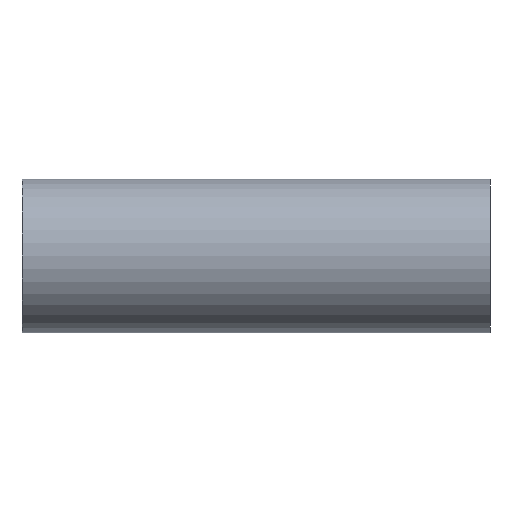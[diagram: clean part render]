
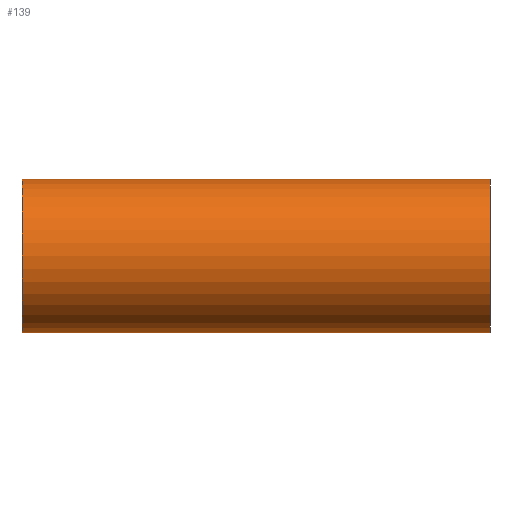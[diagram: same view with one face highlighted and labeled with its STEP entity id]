
A CAD part, left-side view. The second image highlights one B-rep face of the part: STEP entity #139.
In plain terms, the highlighted cylindrical face has radius 57.5 mm (diameter 115 mm), a partial arc.
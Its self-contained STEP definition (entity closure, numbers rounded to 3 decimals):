
#1 = CIRCLE ( 'NONE', #727, 57.5 ) ;
#19 = VERTEX_POINT ( 'NONE', #134 ) ;
#38 = CARTESIAN_POINT ( 'NONE',  ( 0., 250., 0. ) ) ;
#62 = ORIENTED_EDGE ( 'NONE', *, *, #172, .F. ) ;
#91 = CARTESIAN_POINT ( 'NONE',  ( 0., -100., 0. ) ) ;
#95 = ORIENTED_EDGE ( 'NONE', *, *, #357, .F. ) ;
#134 = CARTESIAN_POINT ( 'NONE',  ( 0., -100., -57.5 ) ) ;
#139 = ADVANCED_FACE ( 'NONE', ( #489 ), #274, .T. ) ;
#171 = VERTEX_POINT ( 'NONE', #670 ) ;
#172 = EDGE_CURVE ( 'NONE', #171, #19, #1, .T. ) ;
#246 = VERTEX_POINT ( 'NONE', #527 ) ;
#250 = CIRCLE ( 'NONE', #675, 57.5 ) ;
#265 = DIRECTION ( 'NONE',  ( 0., -1., 0. ) ) ;
#271 = VERTEX_POINT ( 'NONE', #336 ) ;
#274 = CYLINDRICAL_SURFACE ( 'NONE', #552, 57.5 ) ;
#305 = ORIENTED_EDGE ( 'NONE', *, *, #624, .F. ) ;
#336 = CARTESIAN_POINT ( 'NONE',  ( 0., 250., -57.5 ) ) ;
#357 = EDGE_CURVE ( 'NONE', #271, #246, #250, .T. ) ;
#374 = ORIENTED_EDGE ( 'NONE', *, *, #740, .T. ) ;
#385 = DIRECTION ( 'NONE',  ( 0., -1., 0. ) ) ;
#393 = DIRECTION ( 'NONE',  ( 0., -1., 0. ) ) ;
#409 = VECTOR ( 'NONE', #393, 1000. ) ;
#465 = EDGE_LOOP ( 'NONE', ( #305, #95, #374, #62 ) ) ;
#489 = FACE_OUTER_BOUND ( 'NONE', #465, .T. ) ;
#493 = DIRECTION ( 'NONE',  ( 0., 0., -1. ) ) ;
#496 = LINE ( 'NONE', #551, #409 ) ;
#527 = CARTESIAN_POINT ( 'NONE',  ( 0., 250., 57.5 ) ) ;
#551 = CARTESIAN_POINT ( 'NONE',  ( 0., 250., 57.5 ) ) ;
#552 = AXIS2_PLACEMENT_3D ( 'NONE', #38, #265, #493 ) ;
#561 = VECTOR ( 'NONE', #582, 1000. ) ;
#582 = DIRECTION ( 'NONE',  ( 0., -1., 0. ) ) ;
#621 = CARTESIAN_POINT ( 'NONE',  ( 0., 250., 0. ) ) ;
#624 = EDGE_CURVE ( 'NONE', #246, #171, #496, .T. ) ;
#627 = DIRECTION ( 'NONE',  ( 0., 0., 1. ) ) ;
#635 = CARTESIAN_POINT ( 'NONE',  ( 0., 250., -57.5 ) ) ;
#670 = CARTESIAN_POINT ( 'NONE',  ( 0., -100., 57.5 ) ) ;
#675 = AXIS2_PLACEMENT_3D ( 'NONE', #621, #701, #752 ) ;
#701 = DIRECTION ( 'NONE',  ( 0., 1., 0. ) ) ;
#706 = LINE ( 'NONE', #635, #561 ) ;
#727 = AXIS2_PLACEMENT_3D ( 'NONE', #91, #385, #627 ) ;
#740 = EDGE_CURVE ( 'NONE', #271, #19, #706, .T. ) ;
#752 = DIRECTION ( 'NONE',  ( 0., 0., 1. ) ) ;
